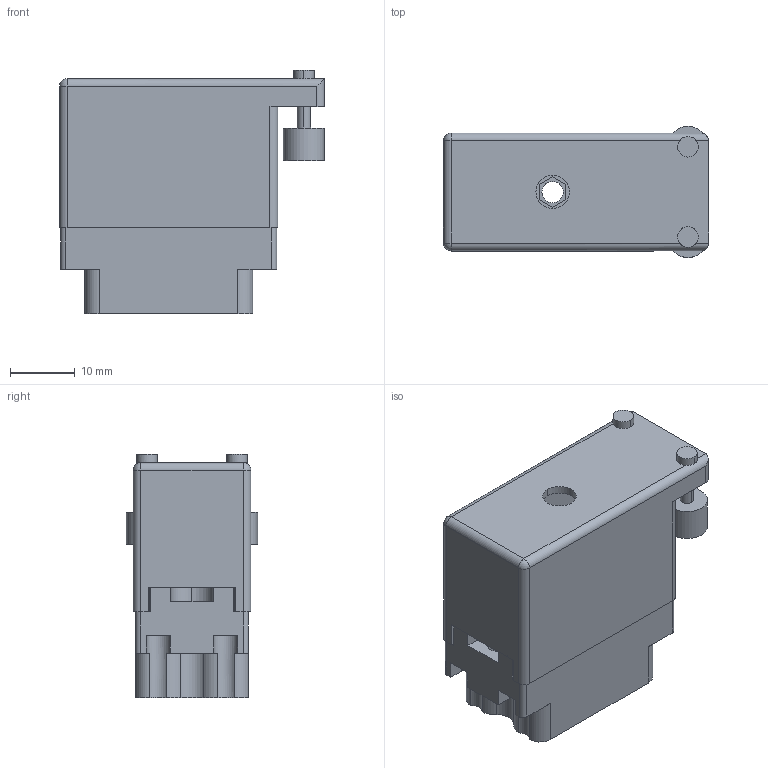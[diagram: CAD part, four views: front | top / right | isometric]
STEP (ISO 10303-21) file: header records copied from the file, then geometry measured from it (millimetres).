
FILE_DESCRIPTION (( 'STEP AP203' ), '1' );
FILE_NAME ('519-014-520-320.STEP', '2020-03-02T20:37:36', ( '' ), ( '' ), 'SwSTEP 2.0', 'SolidWorks 2016', '' );
FILE_SCHEMA (( 'CONFIG_CONTROL_DESIGN' ));
Length unit declared in the file: inch
Products named in the file (4): 516-230-001_Plastic - 020 Side Entry; 516-292-001_520 Contact; 519 Plug Insulator_014; 519-014-520-320
Assembly tree (16 placements, depth 2):
  519-014-520-320
    519 Plug Insulator_014
    516-292-001_520 Contact  x14
    516-230-001_Plastic - 020 Side Entry
Bounding box: 40.87 x 20.24 x 37.52 mm (x, y, z)
Volume: 9333.1 mm3; surface area: 14577.1 mm2
Topology: 16 solids, 16 shells, 1564 faces, 4528 edges, 3002 vertices
Faces by surface type: plane 948, cylinder 528, bspline 84, cone 2, sphere 2
Entity records: 21871 total; most frequent: CARTESIAN_POINT 3988, ORIENTED_EDGE 3644, DIRECTION 3560, EDGE_CURVE 1822, LINE 1286, VECTOR 1286, VERTEX_POINT 1208, AXIS2_PLACEMENT_3D 1137
